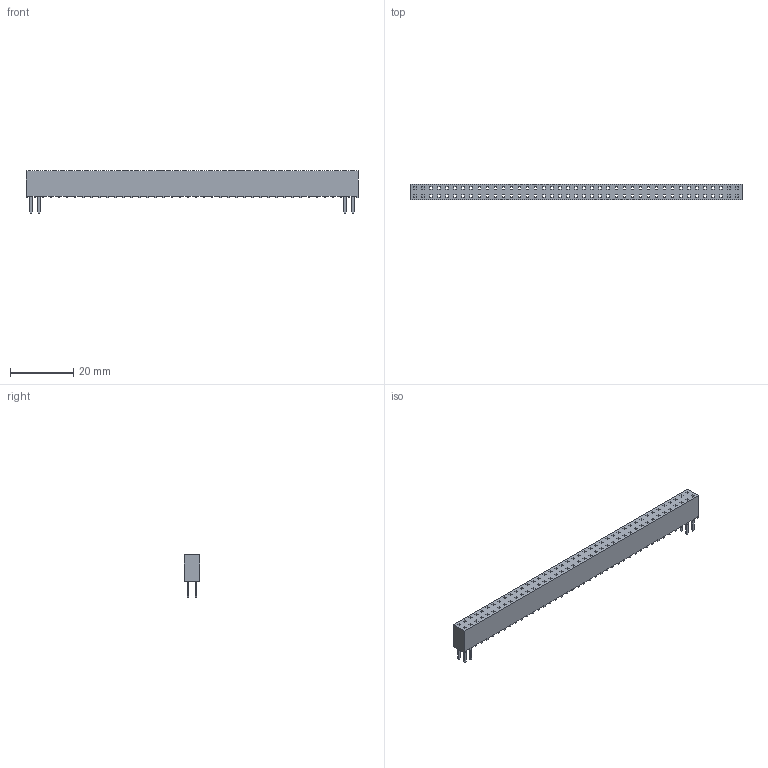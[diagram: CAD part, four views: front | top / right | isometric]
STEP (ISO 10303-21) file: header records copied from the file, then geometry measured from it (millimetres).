
FILE_DESCRIPTION(/* description */ (''),/* implementation_level */ '2;1');
FILE_NAME(/* name */ 'SAMTEC_SSW-141-22-G-D.stp',/* time_stamp */ '2016-09-05T16:18:43+02:00',/* author */ ('riccim'),/* organization */ (''),/* preprocessor_version */ 'ST-DEVELOPER v15.5',/* originating_system */ 'AutoCAD Mechanical',/* authorisation */ ' ');
FILE_SCHEMA (('AUTOMOTIVE_DESIGN { 1 0 10303 214 3 1 1 }'));
Length unit declared in the file: millimetre
Products named in the file (1): Product
Bounding box: 104.65 x 4.95 x 13.44 mm (x, y, z)
Volume: 3812.5 mm3; surface area: 5163.3 mm2
Topology: 3 solids, 3 shells, 566 faces, 1656 edges, 1104 vertices
Faces by surface type: plane 566
Entity records: 18725 total; most frequent: CARTESIAN_POINT 3327, ORIENTED_EDGE 3312, DIRECTION 2790, LINE 1656, VECTOR 1656, EDGE_CURVE 1656, VERTEX_POINT 1104, EDGE_LOOP 738
